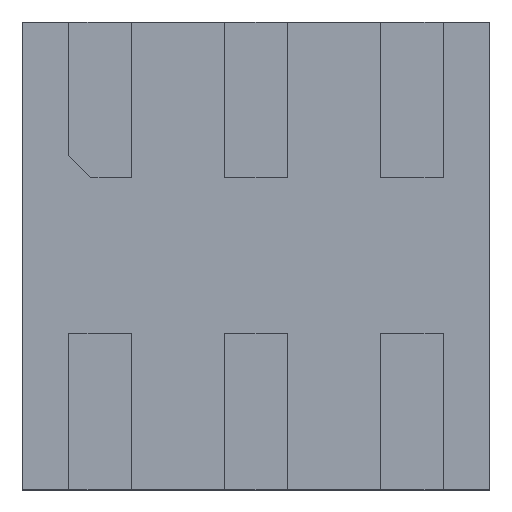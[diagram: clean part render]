
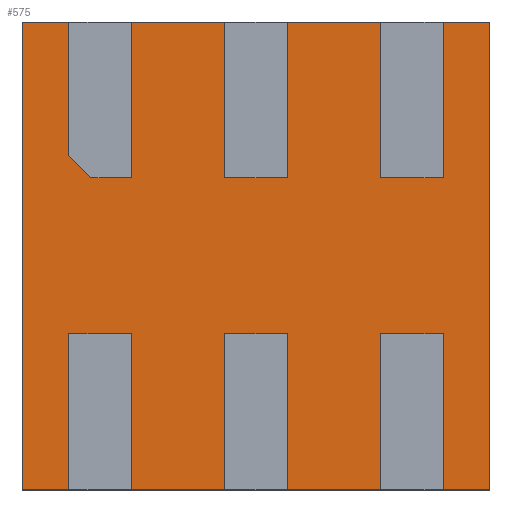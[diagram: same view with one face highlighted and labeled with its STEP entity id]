
A CAD part, top view. The second image highlights one B-rep face of the part: STEP entity #575.
In plain terms, the highlighted planar face has unit normal (0, 0, 1).
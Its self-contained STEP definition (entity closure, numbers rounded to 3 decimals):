
#2=DIRECTION('',(0.,-1.,0.));
#3=VECTOR('',#2,0.429);
#4=CARTESIAN_POINT('',(-0.6,0.75,0.));
#5=LINE('',#4,#3);
#6=DIRECTION('',(0.707,-0.707,0.));
#7=VECTOR('',#6,0.1);
#8=CARTESIAN_POINT('',(-0.6,0.321,0.));
#9=LINE('',#8,#7);
#10=DIRECTION('',(1.,0.,0.));
#11=VECTOR('',#10,0.129);
#12=CARTESIAN_POINT('',(-0.529,0.25,0.));
#13=LINE('',#12,#11);
#14=DIRECTION('',(0.,-1.,0.));
#15=VECTOR('',#14,0.5);
#16=CARTESIAN_POINT('',(-0.4,0.75,0.));
#17=LINE('',#16,#15);
#18=DIRECTION('',(-1.,0.,0.));
#19=VECTOR('',#18,0.3);
#20=CARTESIAN_POINT('',(-0.1,0.75,0.));
#21=LINE('',#20,#19);
#22=DIRECTION('',(0.,-1.,0.));
#23=VECTOR('',#22,0.5);
#24=CARTESIAN_POINT('',(-0.1,0.75,0.));
#25=LINE('',#24,#23);
#26=DIRECTION('',(1.,0.,0.));
#27=VECTOR('',#26,0.2);
#28=CARTESIAN_POINT('',(-0.1,0.25,0.));
#29=LINE('',#28,#27);
#30=DIRECTION('',(0.,-1.,0.));
#31=VECTOR('',#30,0.5);
#32=CARTESIAN_POINT('',(0.1,0.75,0.));
#33=LINE('',#32,#31);
#34=DIRECTION('',(-1.,0.,0.));
#35=VECTOR('',#34,0.3);
#36=CARTESIAN_POINT('',(0.4,0.75,0.));
#37=LINE('',#36,#35);
#38=DIRECTION('',(0.,-1.,0.));
#39=VECTOR('',#38,0.5);
#40=CARTESIAN_POINT('',(0.4,0.75,0.));
#41=LINE('',#40,#39);
#42=DIRECTION('',(1.,0.,0.));
#43=VECTOR('',#42,0.2);
#44=CARTESIAN_POINT('',(0.4,0.25,0.));
#45=LINE('',#44,#43);
#46=DIRECTION('',(0.,-1.,0.));
#47=VECTOR('',#46,0.5);
#48=CARTESIAN_POINT('',(0.6,0.75,0.));
#49=LINE('',#48,#47);
#50=DIRECTION('',(-1.,0.,0.));
#51=VECTOR('',#50,0.15);
#52=CARTESIAN_POINT('',(0.75,0.75,0.));
#53=LINE('',#52,#51);
#54=DIRECTION('',(0.,1.,0.));
#55=VECTOR('',#54,1.5);
#56=CARTESIAN_POINT('',(0.75,-0.75,0.));
#57=LINE('',#56,#55);
#58=DIRECTION('',(1.,0.,0.));
#59=VECTOR('',#58,0.15);
#60=CARTESIAN_POINT('',(0.6,-0.75,0.));
#61=LINE('',#60,#59);
#62=DIRECTION('',(0.,1.,0.));
#63=VECTOR('',#62,0.5);
#64=CARTESIAN_POINT('',(0.6,-0.75,0.));
#65=LINE('',#64,#63);
#66=DIRECTION('',(-1.,0.,0.));
#67=VECTOR('',#66,0.2);
#68=CARTESIAN_POINT('',(0.6,-0.25,0.));
#69=LINE('',#68,#67);
#70=DIRECTION('',(0.,1.,0.));
#71=VECTOR('',#70,0.5);
#72=CARTESIAN_POINT('',(0.4,-0.75,0.));
#73=LINE('',#72,#71);
#74=DIRECTION('',(1.,0.,0.));
#75=VECTOR('',#74,0.3);
#76=CARTESIAN_POINT('',(0.1,-0.75,0.));
#77=LINE('',#76,#75);
#78=DIRECTION('',(0.,1.,0.));
#79=VECTOR('',#78,0.5);
#80=CARTESIAN_POINT('',(0.1,-0.75,0.));
#81=LINE('',#80,#79);
#82=DIRECTION('',(-1.,0.,0.));
#83=VECTOR('',#82,0.2);
#84=CARTESIAN_POINT('',(0.1,-0.25,0.));
#85=LINE('',#84,#83);
#86=DIRECTION('',(0.,1.,0.));
#87=VECTOR('',#86,0.5);
#88=CARTESIAN_POINT('',(-0.1,-0.75,0.));
#89=LINE('',#88,#87);
#90=DIRECTION('',(1.,0.,0.));
#91=VECTOR('',#90,0.3);
#92=CARTESIAN_POINT('',(-0.4,-0.75,0.));
#93=LINE('',#92,#91);
#94=DIRECTION('',(0.,1.,0.));
#95=VECTOR('',#94,0.5);
#96=CARTESIAN_POINT('',(-0.4,-0.75,0.));
#97=LINE('',#96,#95);
#98=DIRECTION('',(-1.,0.,0.));
#99=VECTOR('',#98,0.2);
#100=CARTESIAN_POINT('',(-0.4,-0.25,0.));
#101=LINE('',#100,#99);
#102=DIRECTION('',(0.,1.,0.));
#103=VECTOR('',#102,0.5);
#104=CARTESIAN_POINT('',(-0.6,-0.75,0.));
#105=LINE('',#104,#103);
#106=DIRECTION('',(1.,0.,0.));
#107=VECTOR('',#106,0.15);
#108=CARTESIAN_POINT('',(-0.75,-0.75,0.));
#109=LINE('',#108,#107);
#110=DIRECTION('',(0.,-1.,0.));
#111=VECTOR('',#110,1.5);
#112=CARTESIAN_POINT('',(-0.75,0.75,0.));
#113=LINE('',#112,#111);
#114=DIRECTION('',(-1.,0.,0.));
#115=VECTOR('',#114,0.15);
#116=CARTESIAN_POINT('',(-0.6,0.75,0.));
#117=LINE('',#116,#115);
#392=CARTESIAN_POINT('',(-0.75,0.75,0.));
#393=CARTESIAN_POINT('',(-0.75,-0.75,0.));
#394=VERTEX_POINT('',#392);
#395=VERTEX_POINT('',#393);
#396=CARTESIAN_POINT('',(0.75,-0.75,0.));
#397=CARTESIAN_POINT('',(0.75,0.75,0.));
#398=VERTEX_POINT('',#396);
#399=VERTEX_POINT('',#397);
#458=CARTESIAN_POINT('',(-0.6,0.75,0.));
#459=CARTESIAN_POINT('',(-0.6,0.321,0.));
#460=VERTEX_POINT('',#458);
#461=VERTEX_POINT('',#459);
#462=CARTESIAN_POINT('',(-0.529,0.25,0.));
#463=VERTEX_POINT('',#462);
#464=CARTESIAN_POINT('',(-0.4,0.25,0.));
#465=VERTEX_POINT('',#464);
#466=CARTESIAN_POINT('',(-0.4,0.75,0.));
#467=VERTEX_POINT('',#466);
#468=CARTESIAN_POINT('',(0.4,0.75,0.));
#469=CARTESIAN_POINT('',(0.4,0.25,0.));
#470=VERTEX_POINT('',#468);
#471=VERTEX_POINT('',#469);
#472=CARTESIAN_POINT('',(0.6,0.25,0.));
#473=VERTEX_POINT('',#472);
#474=CARTESIAN_POINT('',(0.6,0.75,0.));
#475=VERTEX_POINT('',#474);
#476=CARTESIAN_POINT('',(-0.1,0.75,0.));
#477=CARTESIAN_POINT('',(-0.1,0.25,0.));
#478=VERTEX_POINT('',#476);
#479=VERTEX_POINT('',#477);
#480=CARTESIAN_POINT('',(0.1,0.25,0.));
#481=VERTEX_POINT('',#480);
#482=CARTESIAN_POINT('',(0.1,0.75,0.));
#483=VERTEX_POINT('',#482);
#484=CARTESIAN_POINT('',(-0.4,-0.75,0.));
#485=CARTESIAN_POINT('',(-0.4,-0.25,0.));
#486=VERTEX_POINT('',#484);
#487=VERTEX_POINT('',#485);
#488=CARTESIAN_POINT('',(-0.6,-0.25,0.));
#489=VERTEX_POINT('',#488);
#490=CARTESIAN_POINT('',(-0.6,-0.75,0.));
#491=VERTEX_POINT('',#490);
#492=CARTESIAN_POINT('',(0.6,-0.75,0.));
#493=CARTESIAN_POINT('',(0.6,-0.25,0.));
#494=VERTEX_POINT('',#492);
#495=VERTEX_POINT('',#493);
#496=CARTESIAN_POINT('',(0.4,-0.25,0.));
#497=VERTEX_POINT('',#496);
#498=CARTESIAN_POINT('',(0.4,-0.75,0.));
#499=VERTEX_POINT('',#498);
#500=CARTESIAN_POINT('',(0.1,-0.75,0.));
#501=CARTESIAN_POINT('',(0.1,-0.25,0.));
#502=VERTEX_POINT('',#500);
#503=VERTEX_POINT('',#501);
#504=CARTESIAN_POINT('',(-0.1,-0.25,0.));
#505=VERTEX_POINT('',#504);
#506=CARTESIAN_POINT('',(-0.1,-0.75,0.));
#507=VERTEX_POINT('',#506);
#510=CARTESIAN_POINT('',(0.,0.,0.));
#511=DIRECTION('',(0.,0.,1.));
#512=DIRECTION('',(1.,0.,0.));
#513=AXIS2_PLACEMENT_3D('',#510,#511,#512);
#514=PLANE('',#513);
#516=ORIENTED_EDGE('',*,*,#515,.T.);
#518=ORIENTED_EDGE('',*,*,#517,.T.);
#520=ORIENTED_EDGE('',*,*,#519,.T.);
#522=ORIENTED_EDGE('',*,*,#521,.F.);
#524=ORIENTED_EDGE('',*,*,#523,.F.);
#526=ORIENTED_EDGE('',*,*,#525,.T.);
#528=ORIENTED_EDGE('',*,*,#527,.T.);
#530=ORIENTED_EDGE('',*,*,#529,.F.);
#532=ORIENTED_EDGE('',*,*,#531,.F.);
#534=ORIENTED_EDGE('',*,*,#533,.T.);
#536=ORIENTED_EDGE('',*,*,#535,.T.);
#538=ORIENTED_EDGE('',*,*,#537,.F.);
#540=ORIENTED_EDGE('',*,*,#539,.F.);
#542=ORIENTED_EDGE('',*,*,#541,.F.);
#544=ORIENTED_EDGE('',*,*,#543,.F.);
#546=ORIENTED_EDGE('',*,*,#545,.T.);
#548=ORIENTED_EDGE('',*,*,#547,.T.);
#550=ORIENTED_EDGE('',*,*,#549,.F.);
#552=ORIENTED_EDGE('',*,*,#551,.F.);
#554=ORIENTED_EDGE('',*,*,#553,.T.);
#556=ORIENTED_EDGE('',*,*,#555,.T.);
#558=ORIENTED_EDGE('',*,*,#557,.F.);
#560=ORIENTED_EDGE('',*,*,#559,.F.);
#562=ORIENTED_EDGE('',*,*,#561,.T.);
#564=ORIENTED_EDGE('',*,*,#563,.T.);
#566=ORIENTED_EDGE('',*,*,#565,.F.);
#568=ORIENTED_EDGE('',*,*,#567,.F.);
#570=ORIENTED_EDGE('',*,*,#569,.F.);
#572=ORIENTED_EDGE('',*,*,#571,.F.);
#573=EDGE_LOOP('',(#516,#518,#520,#522,#524,#526,#528,#530,#532,#534,#536,#538,
#540,#542,#544,#546,#548,#550,#552,#554,#556,#558,#560,#562,#564,#566,#568,#570,
#572));
#574=FACE_OUTER_BOUND('',#573,.F.);
#515=EDGE_CURVE('',#460,#461,#5,.T.);
#517=EDGE_CURVE('',#461,#463,#9,.T.);
#519=EDGE_CURVE('',#463,#465,#13,.T.);
#521=EDGE_CURVE('',#467,#465,#17,.T.);
#523=EDGE_CURVE('',#478,#467,#21,.T.);
#525=EDGE_CURVE('',#478,#479,#25,.T.);
#527=EDGE_CURVE('',#479,#481,#29,.T.);
#529=EDGE_CURVE('',#483,#481,#33,.T.);
#531=EDGE_CURVE('',#470,#483,#37,.T.);
#533=EDGE_CURVE('',#470,#471,#41,.T.);
#535=EDGE_CURVE('',#471,#473,#45,.T.);
#537=EDGE_CURVE('',#475,#473,#49,.T.);
#539=EDGE_CURVE('',#399,#475,#53,.T.);
#541=EDGE_CURVE('',#398,#399,#57,.T.);
#543=EDGE_CURVE('',#494,#398,#61,.T.);
#545=EDGE_CURVE('',#494,#495,#65,.T.);
#547=EDGE_CURVE('',#495,#497,#69,.T.);
#549=EDGE_CURVE('',#499,#497,#73,.T.);
#551=EDGE_CURVE('',#502,#499,#77,.T.);
#553=EDGE_CURVE('',#502,#503,#81,.T.);
#555=EDGE_CURVE('',#503,#505,#85,.T.);
#557=EDGE_CURVE('',#507,#505,#89,.T.);
#559=EDGE_CURVE('',#486,#507,#93,.T.);
#561=EDGE_CURVE('',#486,#487,#97,.T.);
#563=EDGE_CURVE('',#487,#489,#101,.T.);
#565=EDGE_CURVE('',#491,#489,#105,.T.);
#567=EDGE_CURVE('',#395,#491,#109,.T.);
#569=EDGE_CURVE('',#394,#395,#113,.T.);
#571=EDGE_CURVE('',#460,#394,#117,.T.);
#575=ADVANCED_FACE('',(#574),#514,.T.);
